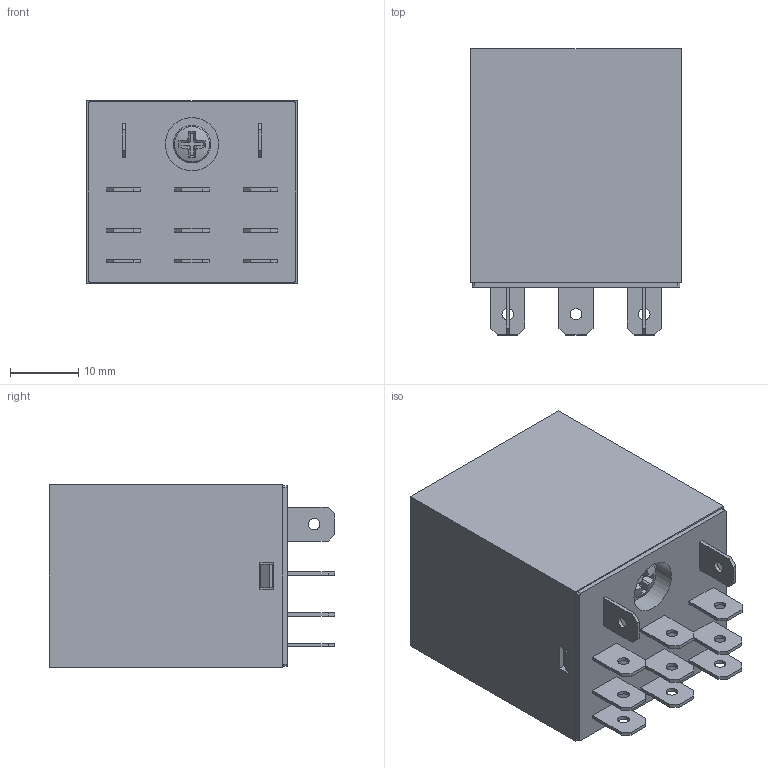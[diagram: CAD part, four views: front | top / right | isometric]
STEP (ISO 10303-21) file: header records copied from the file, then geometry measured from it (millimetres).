
FILE_DESCRIPTION (( 'STEP AP203' ), '1' );
FILE_NAME ('RRP10-3-10-220A-LED Ðåëå ÐÝÊ77-3(LY3) ñ èíäèêàöèåé 10À 230Â ÀC ÈÝÊ.STEP', '2017-10-20T12:55:30', ( '' ), ( '' ), 'SwSTEP 2.0', 'SolidWorks 2014', '' );
FILE_SCHEMA (( 'CONFIG_CONTROL_DESIGN' ));
Length unit declared in the file: millimetre
Products named in the file (1): RRP10-3-10-220A-LED Ðåëå ÐÝÊ77-3(LY3) ñ èíäèêàöèåé 10À 230Â ÀC ÈÝÊ
Bounding box: 30.8 x 41.9 x 26.8 mm (x, y, z)
Volume: 28827.9 mm3; surface area: 6649.5 mm2
Topology: 1 solids, 1 shells, 154 faces, 408 edges, 274 vertices
Faces by surface type: plane 131, cylinder 21, sphere 1, torus 1
Full cylindrical faces by diameter (mm): 1.7 x11, 5.5 x1, 7.8 x1
Entity records: 4709 total; most frequent: CARTESIAN_POINT 837, ORIENTED_EDGE 770, DIRECTION 734, EDGE_CURVE 385, VECTOR 330, LINE 330, VERTEX_POINT 265, EDGE_LOOP 208
